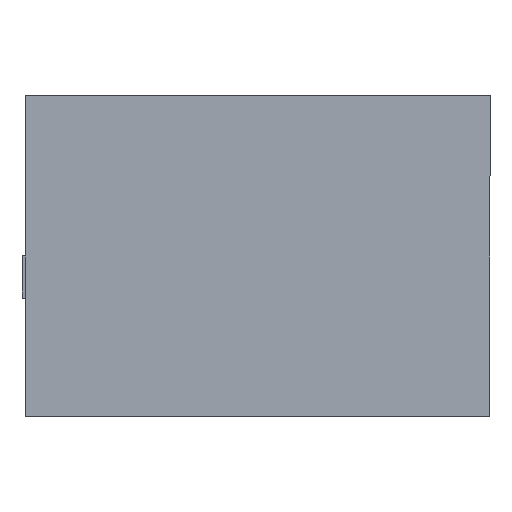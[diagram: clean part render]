
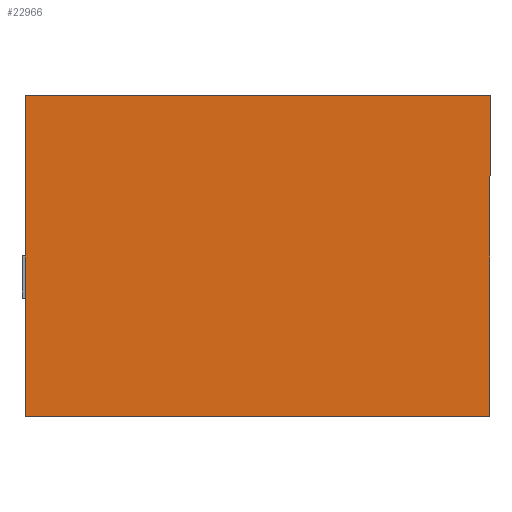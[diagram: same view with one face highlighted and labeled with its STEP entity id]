
A CAD part, front view. The second image highlights one B-rep face of the part: STEP entity #22966.
In plain terms, the highlighted planar face has unit normal (0, -1, 0).
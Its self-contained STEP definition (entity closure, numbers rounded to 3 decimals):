
#238 = DIRECTION ( 'NONE',  ( 0., 0., 1. ) ) ;
#14213 = CARTESIAN_POINT ( 'NONE',  ( -3035., 0., 2090. ) ) ;
#16122 = CARTESIAN_POINT ( 'NONE',  ( -3035., 0., -2090. ) ) ;
#22966 = ADVANCED_FACE ( 'NONE', ( #122019 ), #85617, .T. ) ;
#23611 = VERTEX_POINT ( 'NONE', #16122 ) ;
#24887 = EDGE_CURVE ( 'NONE', #94161, #58753, #84178, .T. ) ;
#27349 = CARTESIAN_POINT ( 'NONE',  ( 0., 0., 0. ) ) ;
#27373 = DIRECTION ( 'NONE',  ( 1., 0., 0. ) ) ;
#27565 = CARTESIAN_POINT ( 'NONE',  ( 3035., 0., -2090. ) ) ;
#27763 = DIRECTION ( 'NONE',  ( 0., -1., 0. ) ) ;
#34332 = DIRECTION ( 'NONE',  ( -1., 0., 0. ) ) ;
#42318 = ORIENTED_EDGE ( 'NONE', *, *, #24887, .F. ) ;
#43538 = EDGE_CURVE ( 'NONE', #23611, #94161, #118124, .T. ) ;
#46552 = DIRECTION ( 'NONE',  ( 0., 0., -1. ) ) ;
#47222 = EDGE_CURVE ( 'NONE', #61772, #23611, #96749, .T. ) ;
#47928 = VECTOR ( 'NONE', #46552, 1000. ) ;
#50793 = AXIS2_PLACEMENT_3D ( 'NONE', #27349, #27763, #95296 ) ;
#53142 = EDGE_CURVE ( 'NONE', #58753, #61772, #73585, .T. ) ;
#55372 = ORIENTED_EDGE ( 'NONE', *, *, #43538, .F. ) ;
#58753 = VERTEX_POINT ( 'NONE', #79080 ) ;
#61613 = ORIENTED_EDGE ( 'NONE', *, *, #47222, .F. ) ;
#61772 = VERTEX_POINT ( 'NONE', #116836 ) ;
#73585 = LINE ( 'NONE', #27565, #47928 ) ;
#75504 = CARTESIAN_POINT ( 'NONE',  ( 3035., 0., 2090. ) ) ;
#78804 = EDGE_LOOP ( 'NONE', ( #55372, #61613, #102410, #42318 ) ) ;
#79080 = CARTESIAN_POINT ( 'NONE',  ( 3035., 0., 2090. ) ) ;
#84178 = LINE ( 'NONE', #75504, #106800 ) ;
#85617 = PLANE ( 'NONE',  #50793 ) ;
#86775 = CARTESIAN_POINT ( 'NONE',  ( -3035., 0., -2090. ) ) ;
#94161 = VERTEX_POINT ( 'NONE', #14213 ) ;
#95296 = DIRECTION ( 'NONE',  ( 0., 0., -1. ) ) ;
#96749 = LINE ( 'NONE', #101892, #119331 ) ;
#101892 = CARTESIAN_POINT ( 'NONE',  ( 3035., 0., -2090. ) ) ;
#102410 = ORIENTED_EDGE ( 'NONE', *, *, #53142, .F. ) ;
#106800 = VECTOR ( 'NONE', #27373, 1000. ) ;
#115136 = VECTOR ( 'NONE', #238, 1000. ) ;
#116836 = CARTESIAN_POINT ( 'NONE',  ( 3035., 0., -2090. ) ) ;
#118124 = LINE ( 'NONE', #86775, #115136 ) ;
#119331 = VECTOR ( 'NONE', #34332, 1000. ) ;
#122019 = FACE_OUTER_BOUND ( 'NONE', #78804, .T. ) ;
